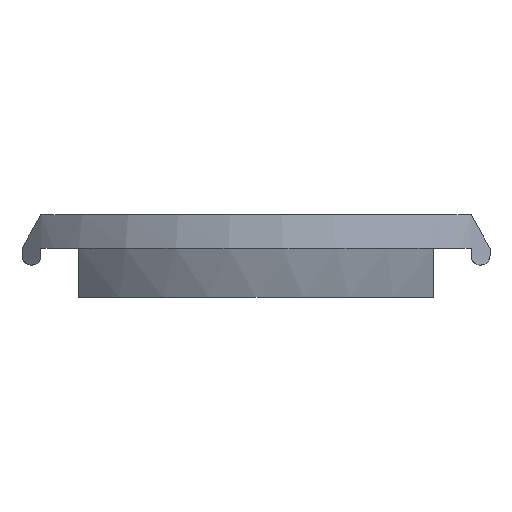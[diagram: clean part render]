
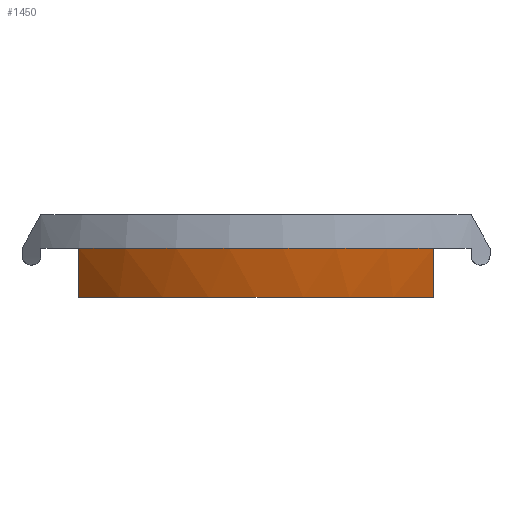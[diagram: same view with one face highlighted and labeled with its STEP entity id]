
A CAD part, front view. The second image highlights one B-rep face of the part: STEP entity #1450.
In plain terms, the highlighted conical face has half-angle 18.905 degrees and reference radius 35 mm.
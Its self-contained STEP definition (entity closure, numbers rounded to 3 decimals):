
#64 = CARTESIAN_POINT ( 'NONE',  ( 97.834, -211.969, -3.898 ) ) ;
#179 = CIRCLE ( 'NONE', #2397, 35. ) ;
#181 = CARTESIAN_POINT ( 'NONE',  ( 55.798, -212.789, -1.951 ) ) ;
#182 = FACE_OUTER_BOUND ( 'NONE', #3023, .T. ) ;
#199 = AXIS2_PLACEMENT_3D ( 'NONE', #1590, #2559, #1822 ) ;
#307 = VERTEX_POINT ( 'NONE', #2521 ) ;
#447 = CARTESIAN_POINT ( 'NONE',  ( 55.798, -213.601, 0. ) ) ;
#814 = CARTESIAN_POINT ( 'NONE',  ( 97.834, -211.137, -5.84 ) ) ;
#936 = DIRECTION ( 'NONE',  ( -1., 0., 0. ) ) ;
#1003 = CIRCLE ( 'NONE', #199, 37. ) ;
#1153 = ORIENTED_EDGE ( 'NONE', *, *, #2275, .F. ) ;
#1261 = CARTESIAN_POINT ( 'NONE',  ( 97.834, -212.789, -1.951 ) ) ;
#1450 = ADVANCED_FACE ( 'NONE', ( #182 ), #1770, .T. ) ;
#1508 = B_SPLINE_CURVE_WITH_KNOTS ( 'NONE', 3,
 ( #3025, #2789, #181, #447 ),
 .UNSPECIFIED., .F., .F.,
 ( 4, 4 ),
 ( 0., 0.006 ),
 .UNSPECIFIED. ) ;
#1590 = CARTESIAN_POINT ( 'NONE',  ( 76.816, -183.15, 0. ) ) ;
#1616 = ORIENTED_EDGE ( 'NONE', *, *, #2158, .F. ) ;
#1623 = DIRECTION ( 'NONE',  ( 0., 0., 1. ) ) ;
#1638 = B_SPLINE_CURVE_WITH_KNOTS ( 'NONE', 3,
 ( #2209, #1261, #64, #2220 ),
 .UNSPECIFIED., .F., .F.,
 ( 4, 4 ),
 ( 0., 0.006 ),
 .UNSPECIFIED. ) ;
#1770 = CONICAL_SURFACE ( 'NONE', #3098, 35., 0.33 ) ;
#1822 = DIRECTION ( 'NONE',  ( -1., 0., 0. ) ) ;
#1913 = CARTESIAN_POINT ( 'NONE',  ( 76.816, -183.15, -5.84 ) ) ;
#1974 = CARTESIAN_POINT ( 'NONE',  ( 97.834, -213.601, 0. ) ) ;
#2026 = CARTESIAN_POINT ( 'NONE',  ( 55.798, -213.601, 0. ) ) ;
#2036 = ORIENTED_EDGE ( 'NONE', *, *, #3009, .F. ) ;
#2153 = DIRECTION ( 'NONE',  ( 0., 0., -1. ) ) ;
#2158 = EDGE_CURVE ( 'NONE', #2864, #307, #179, .T. ) ;
#2209 = CARTESIAN_POINT ( 'NONE',  ( 97.834, -213.601, 0. ) ) ;
#2220 = CARTESIAN_POINT ( 'NONE',  ( 97.834, -211.137, -5.84 ) ) ;
#2275 = EDGE_CURVE ( 'NONE', #2343, #2864, #1638, .T. ) ;
#2307 = ORIENTED_EDGE ( 'NONE', *, *, #2587, .F. ) ;
#2343 = VERTEX_POINT ( 'NONE', #1974 ) ;
#2397 = AXIS2_PLACEMENT_3D ( 'NONE', #3100, #2153, #936 ) ;
#2521 = CARTESIAN_POINT ( 'NONE',  ( 55.798, -211.137, -5.84 ) ) ;
#2559 = DIRECTION ( 'NONE',  ( 0., 0., 1. ) ) ;
#2587 = EDGE_CURVE ( 'NONE', #2938, #2343, #1003, .T. ) ;
#2789 = CARTESIAN_POINT ( 'NONE',  ( 55.798, -211.969, -3.898 ) ) ;
#2864 = VERTEX_POINT ( 'NONE', #814 ) ;
#2938 = VERTEX_POINT ( 'NONE', #2026 ) ;
#3009 = EDGE_CURVE ( 'NONE', #307, #2938, #1508, .T. ) ;
#3023 = EDGE_LOOP ( 'NONE', ( #1153, #2307, #2036, #1616 ) ) ;
#3025 = CARTESIAN_POINT ( 'NONE',  ( 55.798, -211.137, -5.84 ) ) ;
#3098 = AXIS2_PLACEMENT_3D ( 'NONE', #1913, #1623, #3102 ) ;
#3100 = CARTESIAN_POINT ( 'NONE',  ( 76.816, -183.15, -5.84 ) ) ;
#3102 = DIRECTION ( 'NONE',  ( 1., 0., 0. ) ) ;
